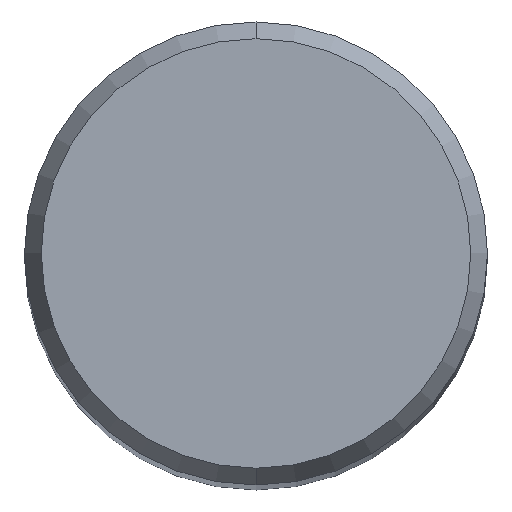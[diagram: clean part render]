
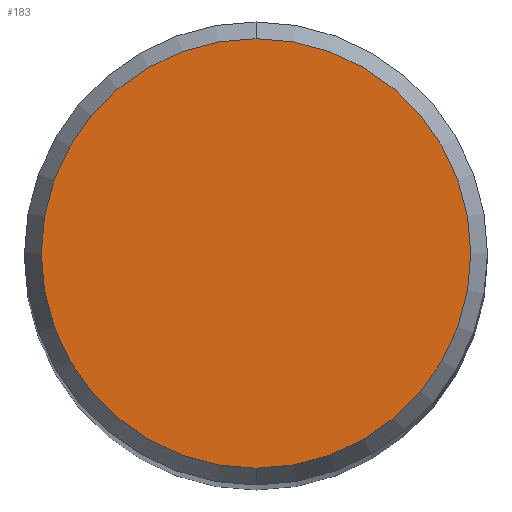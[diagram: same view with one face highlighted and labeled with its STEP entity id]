
A CAD part, top view. The second image highlights one B-rep face of the part: STEP entity #183.
In plain terms, the highlighted planar face has unit normal (0, 0, 1).
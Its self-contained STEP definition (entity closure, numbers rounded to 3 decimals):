
#109=EDGE_CURVE('',#227,#135,#262,.T.);
#115=EDGE_CURVE('',#135,#227,#268,.T.);
#135=VERTEX_POINT('',#290);
#183=ADVANCED_FACE('',(#344),#345,.T.);
#227=VERTEX_POINT('',#395);
#262=CIRCLE('',#425,2.946);
#268=CIRCLE('',#433,2.946);
#290=CARTESIAN_POINT('',(0.0,2.946,0.));
#344=FACE_OUTER_BOUND('',#529,.T.);
#345=PLANE('',#530);
#395=CARTESIAN_POINT('',(0.,-2.946,0.));
#425=AXIS2_PLACEMENT_3D('',#622,#623,#624);
#433=AXIS2_PLACEMENT_3D('',#628,#629,#630);
#529=EDGE_LOOP('',(#719,#720));
#530=AXIS2_PLACEMENT_3D('',#721,#722,#723);
#622=CARTESIAN_POINT('',(0.0,0.0,0.));
#623=DIRECTION('',(0.0,0.0,-1.0));
#624=DIRECTION('',(0.0,1.0,0.0));
#628=CARTESIAN_POINT('',(0.0,0.0,0.));
#629=DIRECTION('',(0.0,0.0,-1.0));
#630=DIRECTION('',(0.0,1.0,0.0));
#719=ORIENTED_EDGE('',*,*,#115,.F.);
#720=ORIENTED_EDGE('',*,*,#109,.F.);
#721=CARTESIAN_POINT('',(0.0,1.473,0.));
#722=DIRECTION('',(-0.0,0.0,1.0));
#723=DIRECTION('',(0.0,-1.0,0.0));
